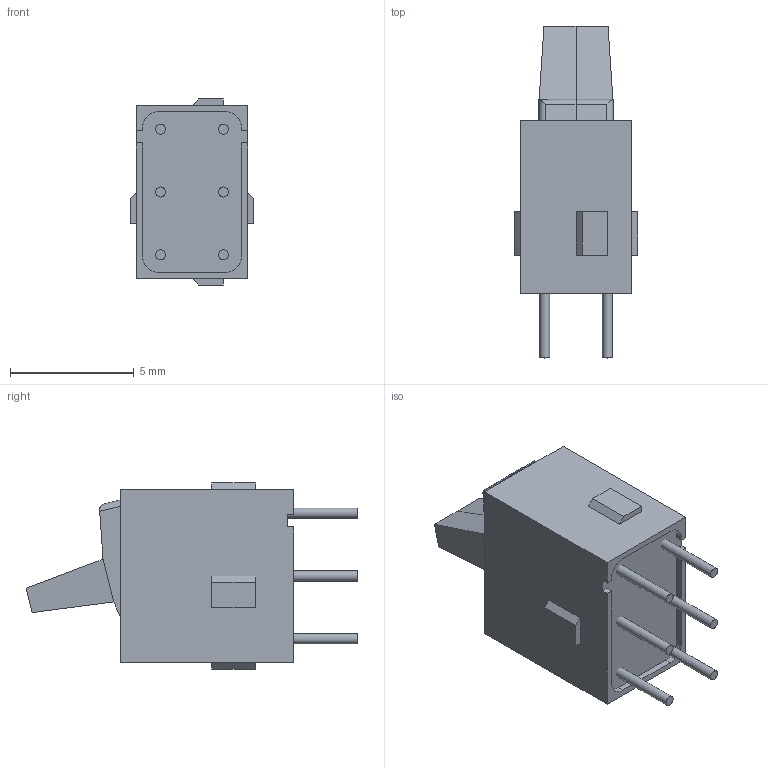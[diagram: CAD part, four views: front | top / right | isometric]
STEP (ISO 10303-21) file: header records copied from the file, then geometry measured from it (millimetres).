
FILE_DESCRIPTION( ( 'STEP AP214' ), ' ' );
FILE_NAME( 'GW12LJPCF.stp', '2018-05-15T14:56:25', ( '' ), ( '' ), ' ', 'PARTsolutions', ' ' );
FILE_SCHEMA( ( 'AUTOMOTIVE_DESIGN { 1 0 10303 214 1 1 1 1 }' ) );
Length unit declared in the file: inch
Products named in the file (5): GW12LJPCF; _GW1-body; _GWP-terminals; _GWCF-act_green; _GWCF-act_red
Assembly tree (4 placements, depth 2):
  GW12LJPCF
    _GW1-body
    _GWP-terminals
    _GWCF-act_green
    _GWCF-act_red
Bounding box: 5 x 13.41 x 7.52 mm (x, y, z)
Volume: 243.5 mm3; surface area: 440.4 mm2
Topology: 4 solids, 4 shells, 104 faces, 248 edges, 164 vertices
Faces by surface type: plane 82, cylinder 18, cone 4
Full cylindrical faces by diameter (mm): 0.406 x6
Entity records: 3872 total; most frequent: CARTESIAN_POINT 515, DIRECTION 504, ORIENTED_EDGE 484, EDGE_CURVE 242, LINE 198, VECTOR 198, VERTEX_POINT 164, AXIS2_PLACEMENT_3D 153
